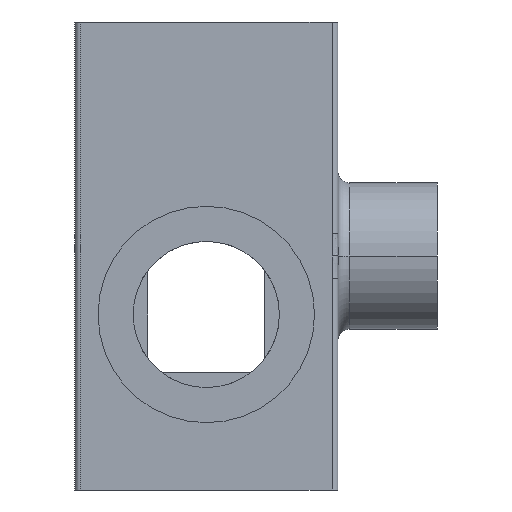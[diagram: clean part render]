
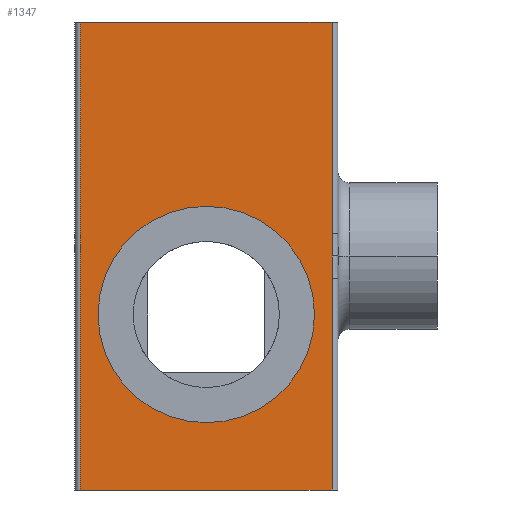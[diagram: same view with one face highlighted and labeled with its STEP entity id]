
A CAD part, front view. The second image highlights one B-rep face of the part: STEP entity #1347.
In plain terms, the highlighted planar face has unit normal (0, -1, 0).
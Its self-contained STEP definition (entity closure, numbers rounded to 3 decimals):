
#254=DIRECTION('',(-1.,0.,0.));
#255=VECTOR('',#254,43.);
#256=CARTESIAN_POINT('',(-1.,-15.,40.));
#257=LINE('',#256,#255);
#263=DIRECTION('',(0.,0.,1.));
#264=VECTOR('',#263,80.);
#265=CARTESIAN_POINT('',(-44.,-15.,-40.));
#266=LINE('',#265,#264);
#267=DIRECTION('',(0.,0.,-1.));
#268=VECTOR('',#267,36.225);
#269=CARTESIAN_POINT('',(-1.,-15.,40.));
#270=LINE('',#269,#268);
#271=CARTESIAN_POINT('',(-1.,-15.,3.775));
#272=CARTESIAN_POINT('',(-1.,-15.,3.493));
#273=CARTESIAN_POINT('',(-0.995,-15.,
2.915));
#274=CARTESIAN_POINT('',(-0.979,-15.,
2.028));
#275=CARTESIAN_POINT('',(-0.963,-15.,
1.071));
#276=CARTESIAN_POINT('',(-0.958,-15.,
0.367));
#277=CARTESIAN_POINT('',(-0.958,-15.,0.));
#279=CARTESIAN_POINT('',(-0.958,-15.,0.));
#280=CARTESIAN_POINT('',(-0.958,-15.,-0.305));
#281=CARTESIAN_POINT('',(-0.962,-15.,-0.912));
#282=CARTESIAN_POINT('',(-0.974,-15.,-1.784));
#283=CARTESIAN_POINT('',(-0.992,-15.,-2.722));
#284=CARTESIAN_POINT('',(-1.,-15.,-3.414));
#285=CARTESIAN_POINT('',(-1.,-15.,-3.775));
#287=DIRECTION('',(0.,0.,-1.));
#288=VECTOR('',#287,36.225);
#289=CARTESIAN_POINT('',(-1.,-15.,-3.775));
#290=LINE('',#289,#288);
#291=DIRECTION('',(-1.,0.,0.));
#292=VECTOR('',#291,43.);
#293=CARTESIAN_POINT('',(-1.,-15.,-40.));
#294=LINE('',#293,#292);
#295=CARTESIAN_POINT('',(-22.5,-15.,-10.));
#296=DIRECTION('',(0.,-1.,0.));
#297=DIRECTION('',(-1.,0.,0.));
#298=AXIS2_PLACEMENT_3D('',#295,#296,#297);
#300=CARTESIAN_POINT('',(-22.5,-15.,-10.));
#301=DIRECTION('',(0.,-1.,0.));
#302=DIRECTION('',(1.,0.,0.));
#303=AXIS2_PLACEMENT_3D('',#300,#301,#302);
#742=CARTESIAN_POINT('',(-44.,-15.,40.));
#744=VERTEX_POINT('',#742);
#745=CARTESIAN_POINT('',(-44.,-15.,-40.));
#746=VERTEX_POINT('',#745);
#766=CARTESIAN_POINT('',(-1.,-15.,-40.));
#768=VERTEX_POINT('',#766);
#769=CARTESIAN_POINT('',(-1.,-15.,-3.775));
#770=VERTEX_POINT('',#769);
#774=VERTEX_POINT('',#279);
#776=VERTEX_POINT('',#271);
#777=CARTESIAN_POINT('',(-1.,-15.,40.));
#779=VERTEX_POINT('',#777);
#785=CARTESIAN_POINT('',(-41.,-15.,-10.));
#786=CARTESIAN_POINT('',(-4.,-15.,-10.));
#787=VERTEX_POINT('',#785);
#788=VERTEX_POINT('',#786);
#1326=CARTESIAN_POINT('',(0.,-15.,-40.));
#1327=DIRECTION('',(0.,-1.,0.));
#1328=DIRECTION('',(0.,0.,1.));
#1329=AXIS2_PLACEMENT_3D('',#1326,#1327,#1328);
#1330=PLANE('',#1329);
#1332=ORIENTED_EDGE('',*,*,#1331,.T.);
#1333=ORIENTED_EDGE('',*,*,#1304,.F.);
#1334=ORIENTED_EDGE('',*,*,#1321,.T.);
#1335=ORIENTED_EDGE('',*,*,#1106,.T.);
#1336=ORIENTED_EDGE('',*,*,#1153,.T.);
#1337=ORIENTED_EDGE('',*,*,#1166,.T.);
#1338=ORIENTED_EDGE('',*,*,#1185,.T.);
#1339=EDGE_LOOP('',(#1332,#1333,#1334,#1335,#1336,#1337,#1338));
#1340=FACE_OUTER_BOUND('',#1339,.F.);
#1342=ORIENTED_EDGE('',*,*,#1341,.T.);
#1344=ORIENTED_EDGE('',*,*,#1343,.T.);
#1345=EDGE_LOOP('',(#1342,#1344));
#1346=FACE_BOUND('',#1345,.F.);
#1347=ADVANCED_FACE('',(#1340,#1346),#1330,.T.);
#278=B_SPLINE_CURVE_WITH_KNOTS('',3,(#271,#272,#273,#274,#275,#276,#277),
.UNSPECIFIED.,.F.,.F.,(4,1,1,1,4),(0.,0.25,0.5,0.75,1.),
.UNSPECIFIED.);
#286=B_SPLINE_CURVE_WITH_KNOTS('',3,(#279,#280,#281,#282,#283,#284,#285),
.UNSPECIFIED.,.F.,.F.,(4,1,1,1,4),(0.,0.25,0.5,0.75,1.),
.UNSPECIFIED.);
#299=CIRCLE('',#298,18.5);
#304=CIRCLE('',#303,18.5);
#1106=EDGE_CURVE('',#776,#774,#278,.T.);
#1153=EDGE_CURVE('',#774,#770,#286,.T.);
#1166=EDGE_CURVE('',#770,#768,#290,.T.);
#1185=EDGE_CURVE('',#768,#746,#294,.T.);
#1304=EDGE_CURVE('',#779,#744,#257,.T.);
#1321=EDGE_CURVE('',#779,#776,#270,.T.);
#1331=EDGE_CURVE('',#746,#744,#266,.T.);
#1341=EDGE_CURVE('',#787,#788,#299,.T.);
#1343=EDGE_CURVE('',#788,#787,#304,.T.);
